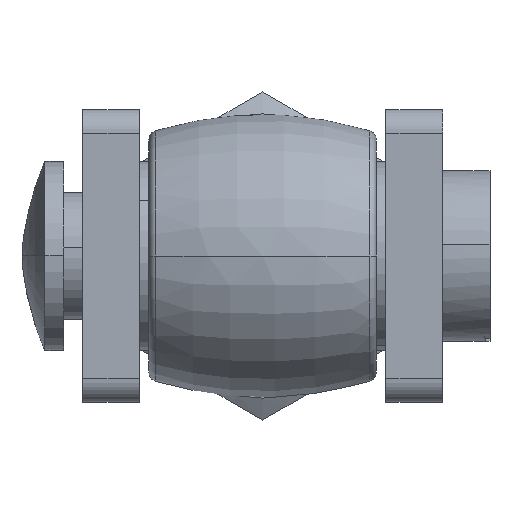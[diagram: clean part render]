
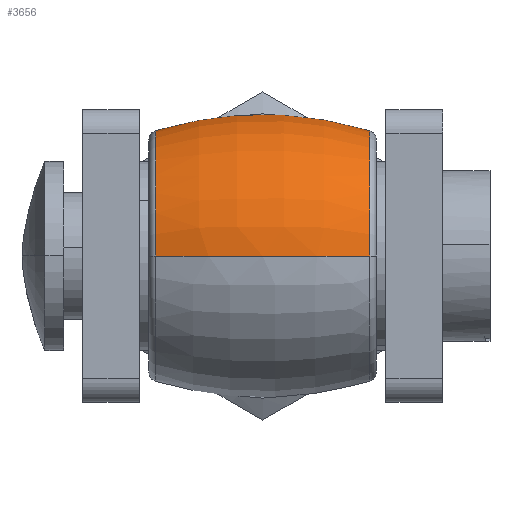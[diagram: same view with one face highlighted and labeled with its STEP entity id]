
A CAD part, left-side view. The second image highlights one B-rep face of the part: STEP entity #3656.
In plain terms, the highlighted toroidal (fillet/blend) face has major radius 22 mm and minor radius 37 mm.
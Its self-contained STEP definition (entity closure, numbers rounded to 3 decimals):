
#9 = EDGE_CURVE ( 'Edge1', #2711, #2966, #3119, .T. ) ;
#95 = CARTESIAN_POINT ( 'NONE',  ( 13.201, 7.74, 5.198 ) ) ;
#153 = CARTESIAN_POINT ( 'NONE',  ( 13.793, -9.373, 0. ) ) ;
#158 = CARTESIAN_POINT ( 'NONE',  ( 0., 0., 0. ) ) ;
#160 = AXIS2_PLACEMENT_3D ( 'NONE', #158, #3392, #2446 ) ;
#192 = CARTESIAN_POINT ( 'NONE',  ( 12.553, -5.524, 7.433 ) ) ;
#207 = CARTESIAN_POINT ( 'NONE',  ( 12.143, 3.546, 8.517 ) ) ;
#219 = ORIENTED_EDGE ( 'NONE', *, *, #1480, .T. ) ;
#224 = CARTESIAN_POINT ( 'NONE',  ( 22., 0., 0. ) ) ;
#402 = CIRCLE ( 'NONE', #943, 37. ) ;
#443 = CARTESIAN_POINT ( 'NONE',  ( 0., -11.306, 0. ) ) ;
#525 = CARTESIAN_POINT ( 'NONE',  ( 12.475, -5.202, 7.654 ) ) ;
#528 = CARTESIAN_POINT ( 'NONE',  ( 13.699, 9.13, 2.123 ) ) ;
#567 = CARTESIAN_POINT ( 'NONE',  ( 11.885, 1.24, 9.121 ) ) ;
#570 = VERTEX_POINT ( 'NONE', #991 ) ;
#634 = CARTESIAN_POINT ( 'NONE',  ( 13.793, 9.373, 0.428 ) ) ;
#638 = B_SPLINE_CURVE_WITH_KNOTS ( 'NONE', 3,
 ( #687, #1676, #1696, #2972, #1386, #3909, #1044, #733, #95, #2663, #2443, #528, #2408, #3387, #634, #1875 ),
 .UNSPECIFIED., .F., .F.,
 ( 4, 2, 2, 2, 2, 2, 2, 4 ),
 ( 0.027, 0.028, 0.029, 0.031, 0.032, 0.035, 0.036, 0.037 ),
 .UNSPECIFIED. ) ;
#687 = CARTESIAN_POINT ( 'NONE',  ( 12.274, 4.259, 8.187 ) ) ;
#699 = DIRECTION ( 'NONE',  ( 1., 0., 0. ) ) ;
#733 = CARTESIAN_POINT ( 'NONE',  ( 13.117, 7.488, 5.539 ) ) ;
#748 = CARTESIAN_POINT ( 'NONE',  ( -22., 0., 0. ) ) ;
#776 = ORIENTED_EDGE ( 'NONE', *, *, #3941, .T. ) ;
#784 = CARTESIAN_POINT ( 'NONE',  ( -13.23, 11.306, 0. ) ) ;
#813 = CARTESIAN_POINT ( 'NONE',  ( 13.592, -8.847, 3.136 ) ) ;
#831 = CARTESIAN_POINT ( 'NONE',  ( 11.928, -1.943, 9.027 ) ) ;
#943 = AXIS2_PLACEMENT_3D ( 'NONE', #986, #3281, #699 ) ;
#986 = CARTESIAN_POINT ( 'NONE',  ( -22., 0., 0. ) ) ;
#991 = CARTESIAN_POINT ( 'NONE',  ( 13.793, 9.373, 0. ) ) ;
#1044 = CARTESIAN_POINT ( 'NONE',  ( 12.947, 6.948, 6.18 ) ) ;
#1068 = CIRCLE ( 'NONE', #3672, 13.23 ) ;
#1070 = EDGE_CURVE ( 'NONE', #2920, #1892, #1068, .T. ) ;
#1184 = CARTESIAN_POINT ( 'NONE',  ( 12.274, 4.259, 8.187 ) ) ;
#1205 = CARTESIAN_POINT ( 'NONE',  ( 12.798, -6.439, 6.687 ) ) ;
#1208 = CARTESIAN_POINT ( 'NONE',  ( 0., 11.306, 0. ) ) ;
#1386 = CARTESIAN_POINT ( 'NONE',  ( 12.685, 6.035, 7.042 ) ) ;
#1408 = DIRECTION ( 'NONE',  ( -1., 0., 0. ) ) ;
#1424 = EDGE_LOOP ( 'NONE', ( #2286, #2779, #4052, #776, #219, #2277, #2307 ) ) ;
#1443 = CARTESIAN_POINT ( 'NONE',  ( 11.853, 0.447, 9.191 ) ) ;
#1464 = CARTESIAN_POINT ( 'NONE',  ( 13.742, -9.242, 1.584 ) ) ;
#1480 = EDGE_CURVE ( 'NONE', #570, #1743, #4003, .T. ) ;
#1484 = CARTESIAN_POINT ( 'NONE',  ( 12.072, -3.083, 8.689 ) ) ;
#1520 = CARTESIAN_POINT ( 'NONE',  ( 11.985, 2.41, 8.892 ) ) ;
#1547 = CARTESIAN_POINT ( 'NONE',  ( 13.793, -9.373, 0. ) ) ;
#1676 = CARTESIAN_POINT ( 'NONE',  ( 12.348, 4.636, 7.998 ) ) ;
#1696 = CARTESIAN_POINT ( 'NONE',  ( 12.428, 5.001, 7.784 ) ) ;
#1743 = VERTEX_POINT ( 'NONE', #3432 ) ;
#1794 = CARTESIAN_POINT ( 'NONE',  ( 12.715, -6.144, 6.95 ) ) ;
#1875 = CARTESIAN_POINT ( 'NONE',  ( 13.793, 9.373, 0. ) ) ;
#1892 = VERTEX_POINT ( 'NONE', #2919 ) ;
#1928 = CARTESIAN_POINT ( 'NONE',  ( 12.274, 4.259, 8.187 ) ) ;
#2023 = DIRECTION ( 'NONE',  ( 0., 0., 1. ) ) ;
#2099 = EDGE_CURVE ( 'NONE', #2920, #2659, #3810, .T. ) ;
#2203 = AXIS2_PLACEMENT_3D ( 'NONE', #748, #2023, #2677 ) ;
#2277 = ORIENTED_EDGE ( 'NONE', *, *, #3268, .T. ) ;
#2283 = EDGE_CURVE ( 'NONE', #1892, #2711, #402, .T. ) ;
#2286 = ORIENTED_EDGE ( 'NONE', *, *, #1070, .T. ) ;
#2307 = ORIENTED_EDGE ( 'NONE', *, *, #2099, .F. ) ;
#2404 = CARTESIAN_POINT ( 'NONE',  ( 11.849, 0.045, 9.202 ) ) ;
#2408 = CARTESIAN_POINT ( 'NONE',  ( 13.734, 9.222, 1.698 ) ) ;
#2443 = CARTESIAN_POINT ( 'NONE',  ( 13.563, 8.769, 3.354 ) ) ;
#2446 = DIRECTION ( 'NONE',  ( -1., 0., 0. ) ) ;
#2459 = CARTESIAN_POINT ( 'NONE',  ( 13.195, -7.723, 5.218 ) ) ;
#2468 = FACE_OUTER_BOUND ( 'NONE', #1424, .T. ) ;
#2480 = CARTESIAN_POINT ( 'NONE',  ( 13.04, -7.247, 5.838 ) ) ;
#2494 = AXIS2_PLACEMENT_3D ( 'NONE', #1208, #3779, #3763 ) ;
#2659 = VERTEX_POINT ( 'NONE', #784 ) ;
#2663 = CARTESIAN_POINT ( 'NONE',  ( 13.433, 8.42, 4.121 ) ) ;
#2677 = DIRECTION ( 'NONE',  ( 1., 0., 0. ) ) ;
#2704 = CIRCLE ( 'NONE', #2494, 13.23 ) ;
#2711 = VERTEX_POINT ( 'NONE', #1547 ) ;
#2779 = ORIENTED_EDGE ( 'NONE', *, *, #2283, .T. ) ;
#2793 = CARTESIAN_POINT ( 'NONE',  ( 12.033, 2.797, 8.782 ) ) ;
#2812 = DIRECTION ( 'NONE',  ( 0., 0., -1. ) ) ;
#2871 = DIRECTION ( 'NONE',  ( -1., 0., 0. ) ) ;
#2919 = CARTESIAN_POINT ( 'NONE',  ( 13.23, -11.306, 0. ) ) ;
#2920 = VERTEX_POINT ( 'NONE', #3494 ) ;
#2966 = VERTEX_POINT ( 'NONE', #1928 ) ;
#2972 = CARTESIAN_POINT ( 'NONE',  ( 12.597, 5.702, 7.305 ) ) ;
#3013 = DIRECTION ( 'NONE',  ( 0., 1., 0. ) ) ;
#3074 = CARTESIAN_POINT ( 'NONE',  ( 12.96, -6.99, 6.132 ) ) ;
#3093 = CARTESIAN_POINT ( 'NONE',  ( 12.129, -3.46, 8.551 ) ) ;
#3119 = B_SPLINE_CURVE_WITH_KNOTS ( 'NONE', 3,
 ( #153, #3408, #3363, #1464, #4050, #813, #3986, #4072, #2459, #2480, #3074, #1205, #1794, #192, #525, #3424, #3698, #3093, #1484, #831, #3757, #2404, #1443, #567, #3720, #1520, #2793, #207, #3676, #1184 ),
 .UNSPECIFIED., .F., .F.,
 ( 4, 2, 2, 2, 2, 2, 2, 2, 2, 2, 2, 2, 2, 2, 4 ),
 ( 0.007, 0.009, 0.01, 0.012, 0.013, 0.015, 0.016, 0.017, 0.018, 0.019, 0.022, 0.023, 0.024, 0.026, 0.027 ),
 .UNSPECIFIED. ) ;
#3177 = TOROIDAL_SURFACE ( 'NONE', #160, -22., 37. ) ;
#3268 = EDGE_CURVE ( 'NONE', #1743, #2659, #2704, .T. ) ;
#3281 = DIRECTION ( 'NONE',  ( 0., 0., 1. ) ) ;
#3363 = CARTESIAN_POINT ( 'NONE',  ( 13.783, -9.347, 0.795 ) ) ;
#3387 = CARTESIAN_POINT ( 'NONE',  ( 13.781, 9.343, 0.853 ) ) ;
#3392 = DIRECTION ( 'NONE',  ( 0., 1., 0. ) ) ;
#3408 = CARTESIAN_POINT ( 'NONE',  ( 13.793, -9.373, 0.399 ) ) ;
#3424 = CARTESIAN_POINT ( 'NONE',  ( 12.326, -4.531, 8.054 ) ) ;
#3432 = CARTESIAN_POINT ( 'NONE',  ( 13.23, 11.306, 0. ) ) ;
#3494 = CARTESIAN_POINT ( 'NONE',  ( -13.23, -11.306, 0. ) ) ;
#3656 = ADVANCED_FACE ( 'Face1', ( #2468 ), #3177, .T. ) ;
#3672 = AXIS2_PLACEMENT_3D ( 'NONE', #443, #3013, #1408 ) ;
#3676 = CARTESIAN_POINT ( 'NONE',  ( 12.206, 3.908, 8.363 ) ) ;
#3684 = AXIS2_PLACEMENT_3D ( 'NONE', #224, #2812, #2871 ) ;
#3698 = CARTESIAN_POINT ( 'NONE',  ( 12.257, -4.183, 8.234 ) ) ;
#3720 = CARTESIAN_POINT ( 'NONE',  ( 11.912, 1.633, 9.061 ) ) ;
#3757 = CARTESIAN_POINT ( 'NONE',  ( 11.869, -1.162, 9.157 ) ) ;
#3763 = DIRECTION ( 'NONE',  ( 1., 0., 0. ) ) ;
#3779 = DIRECTION ( 'NONE',  ( 0., -1., 0. ) ) ;
#3810 = CIRCLE ( 'NONE', #3684, 37. ) ;
#3909 = CARTESIAN_POINT ( 'NONE',  ( 12.86, 6.657, 6.48 ) ) ;
#3941 = EDGE_CURVE ( 'Edge1', #2966, #570, #638, .T. ) ;
#3986 = CARTESIAN_POINT ( 'NONE',  ( 13.478, -8.541, 3.862 ) ) ;
#4003 = CIRCLE ( 'NONE', #2203, 37. ) ;
#4050 = CARTESIAN_POINT ( 'NONE',  ( 13.711, -9.162, 1.979 ) ) ;
#4052 = ORIENTED_EDGE ( 'NONE', *, *, #9, .T. ) ;
#4072 = CARTESIAN_POINT ( 'NONE',  ( 13.27, -7.944, 4.889 ) ) ;
